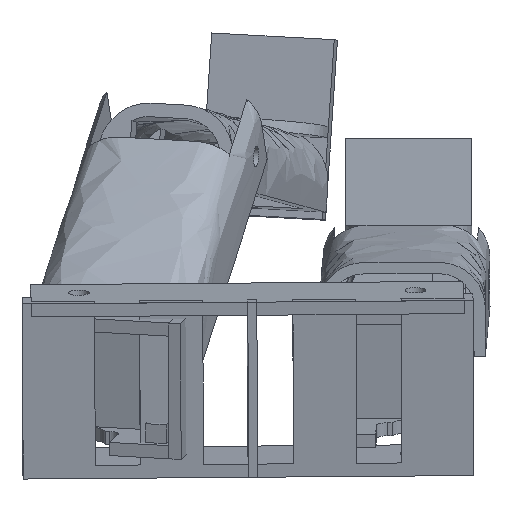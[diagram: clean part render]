
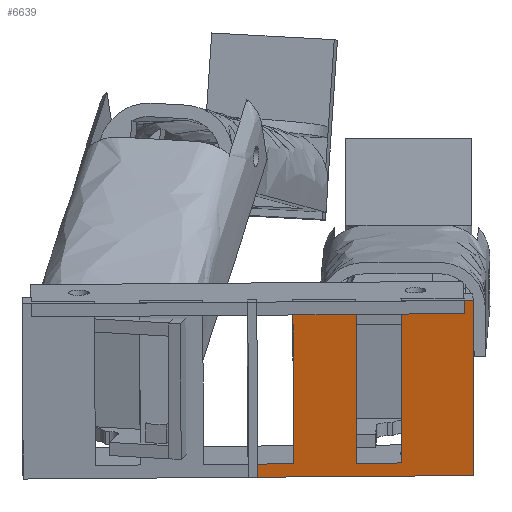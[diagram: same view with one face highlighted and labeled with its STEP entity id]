
A CAD part, top view. The second image highlights one B-rep face of the part: STEP entity #6639.
In plain terms, the highlighted face is planar.
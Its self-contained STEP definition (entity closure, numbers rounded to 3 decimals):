
#317=PLANE('',#7090);
#676=FACE_OUTER_BOUND('',#1057,.T.);
#1057=EDGE_LOOP('',(#5297,#5298,#5299,#5300,#5301,#5302,#5303,#5304,#5305,
#5306,#5307,#5308,#5309,#5310));
#1445=LINE('',#16889,#2140);
#1448=LINE('',#16895,#2143);
#1477=LINE('',#16953,#2172);
#1486=LINE('',#16969,#2181);
#1499=LINE('',#17000,#2194);
#1500=LINE('',#17002,#2195);
#1501=LINE('',#17003,#2196);
#1502=LINE('',#17005,#2197);
#1503=LINE('',#17007,#2198);
#1504=LINE('',#17009,#2199);
#1505=LINE('',#17011,#2200);
#1506=LINE('',#17013,#2201);
#1507=LINE('',#17015,#2202);
#1508=LINE('',#17016,#2203);
#2140=VECTOR('',#7742,25.4);
#2143=VECTOR('',#7747,10.);
#2172=VECTOR('',#7786,10.);
#2181=VECTOR('',#7801,25.4);
#2194=VECTOR('',#7822,25.4);
#2195=VECTOR('',#7823,25.4);
#2196=VECTOR('',#7824,10.);
#2197=VECTOR('',#7825,10.);
#2198=VECTOR('',#7826,25.4);
#2199=VECTOR('',#7827,25.4);
#2200=VECTOR('',#7828,25.4);
#2201=VECTOR('',#7829,10.);
#2202=VECTOR('',#7830,25.4);
#2203=VECTOR('',#7831,25.4);
#3126=VERTEX_POINT('',#16887);
#3127=VERTEX_POINT('',#16888);
#3128=VERTEX_POINT('',#16893);
#3129=VERTEX_POINT('',#16894);
#3147=VERTEX_POINT('',#16939);
#3153=VERTEX_POINT('',#16951);
#3171=VERTEX_POINT('',#16999);
#3172=VERTEX_POINT('',#17001);
#3173=VERTEX_POINT('',#17004);
#3174=VERTEX_POINT('',#17006);
#3175=VERTEX_POINT('',#17008);
#3176=VERTEX_POINT('',#17010);
#3177=VERTEX_POINT('',#17012);
#3178=VERTEX_POINT('',#17014);
#3888=EDGE_CURVE('',#3126,#3127,#1445,.T.);
#3891=EDGE_CURVE('',#3128,#3129,#1448,.T.);
#3920=EDGE_CURVE('',#3147,#3153,#1477,.T.);
#3929=EDGE_CURVE('',#3153,#3126,#1486,.T.);
#3944=EDGE_CURVE('',#3127,#3171,#1499,.T.);
#3945=EDGE_CURVE('',#3171,#3172,#1500,.T.);
#3946=EDGE_CURVE('',#3129,#3172,#1501,.T.);
#3947=EDGE_CURVE('',#3173,#3128,#1502,.T.);
#3948=EDGE_CURVE('',#3173,#3174,#1503,.T.);
#3949=EDGE_CURVE('',#3174,#3175,#1504,.T.);
#3950=EDGE_CURVE('',#3175,#3176,#1505,.T.);
#3951=EDGE_CURVE('',#3177,#3176,#1506,.T.);
#3952=EDGE_CURVE('',#3177,#3178,#1507,.T.);
#3953=EDGE_CURVE('',#3178,#3147,#1508,.T.);
#5297=ORIENTED_EDGE('',*,*,#3920,.T.);
#5298=ORIENTED_EDGE('',*,*,#3929,.T.);
#5299=ORIENTED_EDGE('',*,*,#3888,.T.);
#5300=ORIENTED_EDGE('',*,*,#3944,.T.);
#5301=ORIENTED_EDGE('',*,*,#3945,.T.);
#5302=ORIENTED_EDGE('',*,*,#3946,.F.);
#5303=ORIENTED_EDGE('',*,*,#3891,.F.);
#5304=ORIENTED_EDGE('',*,*,#3947,.F.);
#5305=ORIENTED_EDGE('',*,*,#3948,.T.);
#5306=ORIENTED_EDGE('',*,*,#3949,.T.);
#5307=ORIENTED_EDGE('',*,*,#3950,.T.);
#5308=ORIENTED_EDGE('',*,*,#3951,.F.);
#5309=ORIENTED_EDGE('',*,*,#3952,.T.);
#5310=ORIENTED_EDGE('',*,*,#3953,.T.);
#6639=ADVANCED_FACE('',(#676),#317,.T.);
#7090=AXIS2_PLACEMENT_3D('',#16998,#7820,#7821);
#7742=DIRECTION('',(0.,1.,0.));
#7747=DIRECTION('',(0.,1.,0.));
#7786=DIRECTION('',(0.,-1.,0.));
#7801=DIRECTION('',(1.,0.,0.));
#7820=DIRECTION('center_axis',(0.,0.,
1.));
#7821=DIRECTION('ref_axis',(1.,0.,0.));
#7822=DIRECTION('',(-1.,0.,0.));
#7823=DIRECTION('',(0.,-1.,0.));
#7824=DIRECTION('',(-1.,0.,0.));
#7825=DIRECTION('',(1.,0.,0.));
#7826=DIRECTION('',(0.,-1.,0.));
#7827=DIRECTION('',(-1.,0.,0.));
#7828=DIRECTION('',(0.,1.,0.));
#7829=DIRECTION('',(1.,0.,0.));
#7830=DIRECTION('',(0.,-1.,0.));
#7831=DIRECTION('',(-1.,0.,0.));
#16887=CARTESIAN_POINT('',(-407.367,-5342.813,10427.999));
#16888=CARTESIAN_POINT('',(-407.367,-4326.822,10427.999));
#16889=CARTESIAN_POINT('',(-407.367,-5342.813,10427.999));
#16893=CARTESIAN_POINT('',(-458.167,-4403.404,10427.999));
#16894=CARTESIAN_POINT('',(-458.167,-4327.585,10427.999));
#16895=CARTESIAN_POINT('',(-458.167,-4618.915,10427.999));
#16939=CARTESIAN_POINT('',(-1626.567,-5266.613,10427.999));
#16951=CARTESIAN_POINT('',(-1626.567,-5342.813,10427.999));
#16953=CARTESIAN_POINT('',(-1626.567,-4580.82,10427.999));
#16969=CARTESIAN_POINT('',(-458.167,-5342.813,10427.999));
#16998=CARTESIAN_POINT('Origin',(-1677.367,-4834.818,10427.999));
#16999=CARTESIAN_POINT('',(-813.767,-4326.822,10427.999));
#17000=CARTESIAN_POINT('',(-407.367,-4326.822,10427.999));
#17001=CARTESIAN_POINT('',(-813.767,-4327.585,10427.999));
#17002=CARTESIAN_POINT('',(-813.767,-4580.82,10427.999));
#17003=CARTESIAN_POINT('',(-1677.367,-4327.585,10427.999));
#17004=CARTESIAN_POINT('',(-813.767,-4403.404,10427.999));
#17005=CARTESIAN_POINT('',(-1677.367,-4403.404,10427.999));
#17006=CARTESIAN_POINT('',(-813.767,-5266.613,10427.999));
#17007=CARTESIAN_POINT('',(-813.767,-4580.82,10427.999));
#17008=CARTESIAN_POINT('',(-1067.767,-5266.613,10427.999));
#17009=CARTESIAN_POINT('',(-458.167,-5266.613,10427.999));
#17010=CARTESIAN_POINT('',(-1067.767,-4403.404,10427.999));
#17011=CARTESIAN_POINT('',(-1067.767,-5088.815,10427.999));
#17012=CARTESIAN_POINT('',(-1423.367,-4403.404,10427.999));
#17013=CARTESIAN_POINT('',(-1677.367,-4403.404,10427.999));
#17014=CARTESIAN_POINT('',(-1423.367,-5266.613,10427.999));
#17015=CARTESIAN_POINT('',(-1423.367,-4580.82,10427.999));
#17016=CARTESIAN_POINT('',(-458.167,-5266.613,10427.999));
